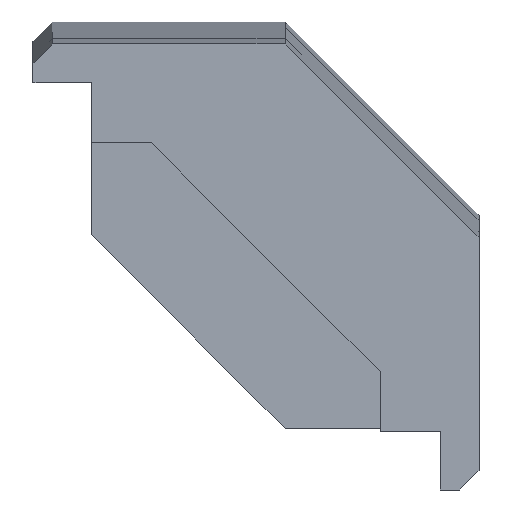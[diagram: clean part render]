
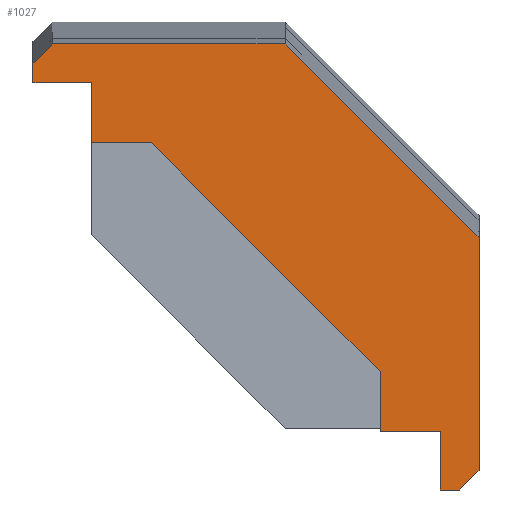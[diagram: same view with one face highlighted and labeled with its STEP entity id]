
A CAD part, left-side view. The second image highlights one B-rep face of the part: STEP entity #1027.
In plain terms, the highlighted face is planar.
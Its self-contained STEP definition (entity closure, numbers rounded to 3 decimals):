
#3 = EDGE_CURVE ( 'NONE', #917, #288, #167, .T. ) ;
#7 = DIRECTION ( 'NONE',  ( 0., 0., -1. ) ) ;
#23 = LINE ( 'NONE', #139, #469 ) ;
#25 = VECTOR ( 'NONE', #1058, 1000. ) ;
#43 = ORIENTED_EDGE ( 'NONE', *, *, #387, .F. ) ;
#53 = CARTESIAN_POINT ( 'NONE',  ( 0., -152., 82. ) ) ;
#55 = VERTEX_POINT ( 'NONE', #772 ) ;
#72 = DIRECTION ( 'NONE',  ( 0., 1., 0. ) ) ;
#97 = VERTEX_POINT ( 'NONE', #440 ) ;
#99 = CARTESIAN_POINT ( 'NONE',  ( 0., -152., 85. ) ) ;
#104 = DIRECTION ( 'NONE',  ( 0., 0., -1. ) ) ;
#106 = CARTESIAN_POINT ( 'NONE',  ( 0., -144., 105. ) ) ;
#113 = CARTESIAN_POINT ( 'NONE',  ( 0., -132., 105. ) ) ;
#123 = LINE ( 'NONE', #424, #410 ) ;
#133 = CARTESIAN_POINT ( 'NONE',  ( 0., -132., 105. ) ) ;
#137 = VERTEX_POINT ( 'NONE', #1190 ) ;
#139 = CARTESIAN_POINT ( 'NONE',  ( 0., -153., 82. ) ) ;
#143 = EDGE_CURVE ( 'NONE', #310, #252, #623, .T. ) ;
#152 = DIRECTION ( 'NONE',  ( 0., 0., -1. ) ) ;
#153 = EDGE_CURVE ( 'NONE', #252, #909, #352, .T. ) ;
#167 = LINE ( 'NONE', #710, #750 ) ;
#169 = EDGE_LOOP ( 'NONE', ( #587, #43, #744, #843, #1090, #680, #810, #981, #707, #668, #870, #1175, #547, #246 ) ) ;
#172 = DIRECTION ( 'NONE',  ( 0., 0.707, 0.707 ) ) ;
#187 = VECTOR ( 'NONE', #1158, 1000. ) ;
#202 = VECTOR ( 'NONE', #152, 1000. ) ;
#211 = VERTEX_POINT ( 'NONE', #937 ) ;
#226 = EDGE_CURVE ( 'NONE', #211, #369, #553, .T. ) ;
#246 = ORIENTED_EDGE ( 'NONE', *, *, #774, .F. ) ;
#249 = CARTESIAN_POINT ( 'NONE',  ( 0., 0., 0. ) ) ;
#252 = VERTEX_POINT ( 'NONE', #106 ) ;
#282 = CARTESIAN_POINT ( 'NONE',  ( 0., -134., 110. ) ) ;
#288 = VERTEX_POINT ( 'NONE', #99 ) ;
#310 = VERTEX_POINT ( 'NONE', #1028 ) ;
#352 = LINE ( 'NONE', #535, #1074 ) ;
#356 = VECTOR ( 'NONE', #104, 1000. ) ;
#365 = VERTEX_POINT ( 'NONE', #784 ) ;
#369 = VERTEX_POINT ( 'NONE', #791 ) ;
#379 = EDGE_CURVE ( 'NONE', #55, #917, #678, .T. ) ;
#387 = EDGE_CURVE ( 'NONE', #463, #97, #123, .T. ) ;
#410 = VECTOR ( 'NONE', #1137, 1000. ) ;
#424 = CARTESIAN_POINT ( 'NONE',  ( 0., -148.9, 47.5 ) ) ;
#427 = CARTESIAN_POINT ( 'NONE',  ( 0., 0., 99.9 ) ) ;
#428 = DIRECTION ( 'NONE',  ( 0., 1., 0. ) ) ;
#434 = VECTOR ( 'NONE', #1151, 1000. ) ;
#440 = CARTESIAN_POINT ( 'NONE',  ( 0., -148.9, 88.1 ) ) ;
#447 = FACE_OUTER_BOUND ( 'NONE', #169, .T. ) ;
#449 = VECTOR ( 'NONE', #172, 1000. ) ;
#463 = VERTEX_POINT ( 'NONE', #813 ) ;
#469 = VECTOR ( 'NONE', #667, 1000. ) ;
#481 = LINE ( 'NONE', #669, #25 ) ;
#507 = DIRECTION ( 'NONE',  ( 0., 1., 0. ) ) ;
#535 = CARTESIAN_POINT ( 'NONE',  ( 0., 0., 105. ) ) ;
#547 = ORIENTED_EDGE ( 'NONE', *, *, #226, .T. ) ;
#551 = AXIS2_PLACEMENT_3D ( 'NONE', #249, #618, #428 ) ;
#553 = LINE ( 'NONE', #282, #677 ) ;
#564 = CARTESIAN_POINT ( 'NONE',  ( 0., -131., 103. ) ) ;
#579 = LINE ( 'NONE', #672, #894 ) ;
#587 = ORIENTED_EDGE ( 'NONE', *, *, #655, .T. ) ;
#590 = CARTESIAN_POINT ( 'NONE',  ( 0., -154., 83. ) ) ;
#613 = CARTESIAN_POINT ( 'NONE',  ( 0., -131., 104. ) ) ;
#614 = PLANE ( 'NONE',  #551 ) ;
#618 = DIRECTION ( 'NONE',  ( 1., 0., 0. ) ) ;
#623 = LINE ( 'NONE', #996, #449 ) ;
#652 = LINE ( 'NONE', #564, #356 ) ;
#655 = EDGE_CURVE ( 'NONE', #365, #97, #481, .T. ) ;
#667 = DIRECTION ( 'NONE',  ( 0., -0.707, 0.707 ) ) ;
#668 = ORIENTED_EDGE ( 'NONE', *, *, #970, .T. ) ;
#669 = CARTESIAN_POINT ( 'NONE',  ( 0., -138., 99. ) ) ;
#672 = CARTESIAN_POINT ( 'NONE',  ( 0., 0., 103. ) ) ;
#677 = VECTOR ( 'NONE', #7, 1000. ) ;
#678 = LINE ( 'NONE', #769, #434 ) ;
#680 = ORIENTED_EDGE ( 'NONE', *, *, #945, .T. ) ;
#695 = LINE ( 'NONE', #1097, #202 ) ;
#707 = ORIENTED_EDGE ( 'NONE', *, *, #153, .T. ) ;
#710 = CARTESIAN_POINT ( 'NONE',  ( 0., -152., 47.5 ) ) ;
#717 = DIRECTION ( 'NONE',  ( 0., 1., 0. ) ) ;
#744 = ORIENTED_EDGE ( 'NONE', *, *, #827, .F. ) ;
#750 = VECTOR ( 'NONE', #899, 1000. ) ;
#755 = VECTOR ( 'NONE', #72, 1000. ) ;
#769 = CARTESIAN_POINT ( 'NONE',  ( 0., -152., 82. ) ) ;
#772 = CARTESIAN_POINT ( 'NONE',  ( 0., -153., 82. ) ) ;
#774 = EDGE_CURVE ( 'NONE', #365, #369, #972, .T. ) ;
#784 = CARTESIAN_POINT ( 'NONE',  ( 0., -137.1, 99.9 ) ) ;
#791 = CARTESIAN_POINT ( 'NONE',  ( 0., -134., 99.9 ) ) ;
#810 = ORIENTED_EDGE ( 'NONE', *, *, #1061, .F. ) ;
#813 = CARTESIAN_POINT ( 'NONE',  ( 0., -148.9, 85. ) ) ;
#817 = VECTOR ( 'NONE', #897, 1000. ) ;
#827 = EDGE_CURVE ( 'NONE', #288, #463, #979, .T. ) ;
#843 = ORIENTED_EDGE ( 'NONE', *, *, #3, .F. ) ;
#864 = VERTEX_POINT ( 'NONE', #613 ) ;
#870 = ORIENTED_EDGE ( 'NONE', *, *, #1118, .T. ) ;
#883 = CARTESIAN_POINT ( 'NONE',  ( 0., 0., 85. ) ) ;
#894 = VECTOR ( 'NONE', #507, 1000. ) ;
#897 = DIRECTION ( 'NONE',  ( 0., 1., 0. ) ) ;
#899 = DIRECTION ( 'NONE',  ( 0., 0., 1. ) ) ;
#909 = VERTEX_POINT ( 'NONE', #113 ) ;
#917 = VERTEX_POINT ( 'NONE', #53 ) ;
#937 = CARTESIAN_POINT ( 'NONE',  ( 0., -134., 103. ) ) ;
#945 = EDGE_CURVE ( 'NONE', #55, #1004, #23, .T. ) ;
#970 = EDGE_CURVE ( 'NONE', #909, #864, #1138, .T. ) ;
#972 = LINE ( 'NONE', #427, #817 ) ;
#979 = LINE ( 'NONE', #883, #755 ) ;
#981 = ORIENTED_EDGE ( 'NONE', *, *, #143, .T. ) ;
#996 = CARTESIAN_POINT ( 'NONE',  ( 0., -144., 105. ) ) ;
#1003 = EDGE_CURVE ( 'NONE', #211, #137, #579, .T. ) ;
#1004 = VERTEX_POINT ( 'NONE', #590 ) ;
#1027 = ADVANCED_FACE ( 'NONE', ( #447 ), #614, .F. ) ;
#1028 = CARTESIAN_POINT ( 'NONE',  ( 0., -154., 95. ) ) ;
#1058 = DIRECTION ( 'NONE',  ( 0., -0.707, -0.707 ) ) ;
#1061 = EDGE_CURVE ( 'NONE', #310, #1004, #695, .T. ) ;
#1074 = VECTOR ( 'NONE', #717, 1000. ) ;
#1090 = ORIENTED_EDGE ( 'NONE', *, *, #379, .F. ) ;
#1097 = CARTESIAN_POINT ( 'NONE',  ( 0., -154., 105. ) ) ;
#1118 = EDGE_CURVE ( 'NONE', #864, #137, #652, .T. ) ;
#1137 = DIRECTION ( 'NONE',  ( 0., 0., 1. ) ) ;
#1138 = LINE ( 'NONE', #133, #187 ) ;
#1151 = DIRECTION ( 'NONE',  ( 0., 1., 0. ) ) ;
#1158 = DIRECTION ( 'NONE',  ( 0., 0.707, -0.707 ) ) ;
#1175 = ORIENTED_EDGE ( 'NONE', *, *, #1003, .F. ) ;
#1190 = CARTESIAN_POINT ( 'NONE',  ( 0., -131., 103. ) ) ;
